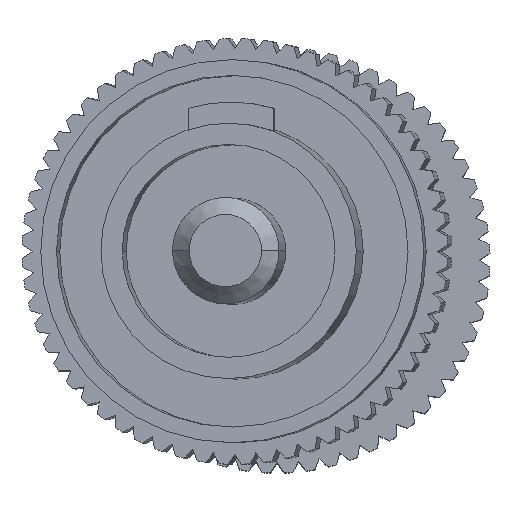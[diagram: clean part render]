
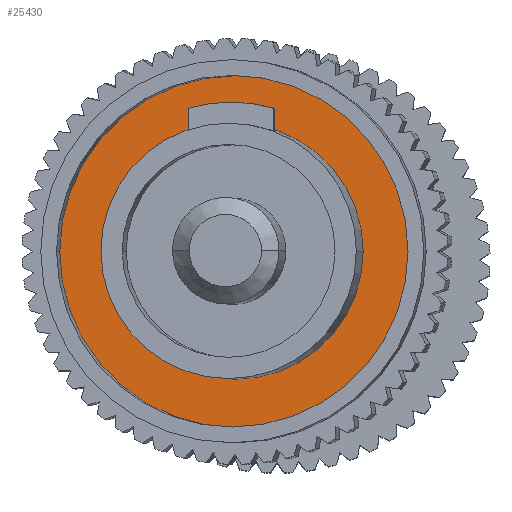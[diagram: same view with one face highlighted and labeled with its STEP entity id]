
A CAD part, top view. The second image highlights one B-rep face of the part: STEP entity #25430.
In plain terms, the highlighted face is planar.
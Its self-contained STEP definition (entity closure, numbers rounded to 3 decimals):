
#2910 = VERTEX_POINT ( 'NONE', #39222 ) ;
#3169 = ORIENTED_EDGE ( 'NONE', *, *, #28198, .T. ) ;
#3556 = CARTESIAN_POINT ( 'NONE',  ( 0., 0., 50.5 ) ) ;
#4030 = CARTESIAN_POINT ( 'NONE',  ( 0., 0., 50.5 ) ) ;
#4134 = DIRECTION ( 'NONE',  ( 0., 0., -1. ) ) ;
#5025 = AXIS2_PLACEMENT_3D ( 'NONE', #3556, #36380, #9356 ) ;
#5210 = VERTEX_POINT ( 'NONE', #34434 ) ;
#6149 = VERTEX_POINT ( 'NONE', #34873 ) ;
#7568 = EDGE_CURVE ( 'NONE', #41082, #2910, #27055, .T. ) ;
#8090 = DIRECTION ( 'NONE',  ( 1., 0., 0. ) ) ;
#8122 = DIRECTION ( 'NONE',  ( 0., 0., 1. ) ) ;
#9356 = DIRECTION ( 'NONE',  ( 1., 0., 0. ) ) ;
#10913 = FACE_OUTER_BOUND ( 'NONE', #27261, .T. ) ;
#11431 = ORIENTED_EDGE ( 'NONE', *, *, #28433, .T. ) ;
#12659 = EDGE_LOOP ( 'NONE', ( #35899, #29849 ) ) ;
#13216 = CIRCLE ( 'NONE', #5025, 4.13 ) ;
#14823 = DIRECTION ( 'NONE',  ( 0., 0., -1. ) ) ;
#15239 = CARTESIAN_POINT ( 'NONE',  ( 0., 0., 50.5 ) ) ;
#15324 = AXIS2_PLACEMENT_3D ( 'NONE', #15239, #14823, #28348 ) ;
#16368 = DIRECTION ( 'NONE',  ( -1., 0., 0. ) ) ;
#19731 = AXIS2_PLACEMENT_3D ( 'NONE', #33664, #8122, #21228 ) ;
#20044 = AXIS2_PLACEMENT_3D ( 'NONE', #4030, #23766, #8090 ) ;
#21228 = DIRECTION ( 'NONE',  ( 1., 0., 0. ) ) ;
#23766 = DIRECTION ( 'NONE',  ( 0., 0., 1. ) ) ;
#24437 = PLANE ( 'NONE',  #19731 ) ;
#25430 = ADVANCED_FACE ( 'NONE', ( #10913, #27859 ), #24437, .T. ) ;
#27055 = CIRCLE ( 'NONE', #42104, 3. ) ;
#27261 = EDGE_LOOP ( 'NONE', ( #3169, #11431 ) ) ;
#27859 = FACE_BOUND ( 'NONE', #12659, .T. ) ;
#28198 = EDGE_CURVE ( 'NONE', #6149, #5210, #33866, .T. ) ;
#28348 = DIRECTION ( 'NONE',  ( -1., 0., 0. ) ) ;
#28433 = EDGE_CURVE ( 'NONE', #5210, #6149, #13216, .T. ) ;
#29294 = CARTESIAN_POINT ( 'NONE',  ( -3., 0., 50.5 ) ) ;
#29849 = ORIENTED_EDGE ( 'NONE', *, *, #41189, .T. ) ;
#32472 = CARTESIAN_POINT ( 'NONE',  ( 0., 0., 50.5 ) ) ;
#33664 = CARTESIAN_POINT ( 'NONE',  ( 0., 0., 50.5 ) ) ;
#33850 = CIRCLE ( 'NONE', #15324, 3. ) ;
#33866 = CIRCLE ( 'NONE', #20044, 4.13 ) ;
#34434 = CARTESIAN_POINT ( 'NONE',  ( -4.13, 0., 50.5 ) ) ;
#34873 = CARTESIAN_POINT ( 'NONE',  ( 4.13, 0., 50.5 ) ) ;
#35899 = ORIENTED_EDGE ( 'NONE', *, *, #7568, .T. ) ;
#36380 = DIRECTION ( 'NONE',  ( 0., 0., 1. ) ) ;
#39222 = CARTESIAN_POINT ( 'NONE',  ( 3., 0., 50.5 ) ) ;
#41082 = VERTEX_POINT ( 'NONE', #29294 ) ;
#41189 = EDGE_CURVE ( 'NONE', #2910, #41082, #33850, .T. ) ;
#42104 = AXIS2_PLACEMENT_3D ( 'NONE', #32472, #4134, #16368 ) ;
